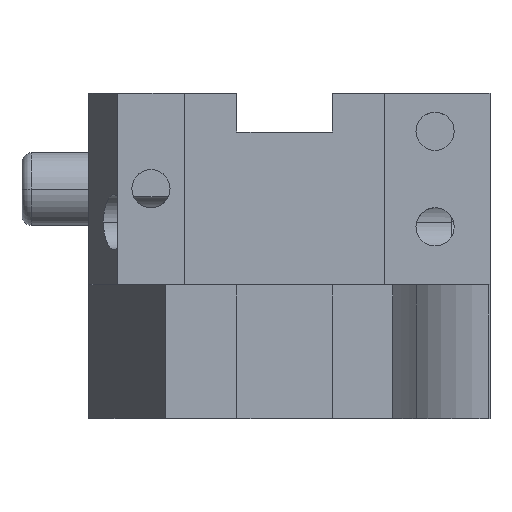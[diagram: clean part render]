
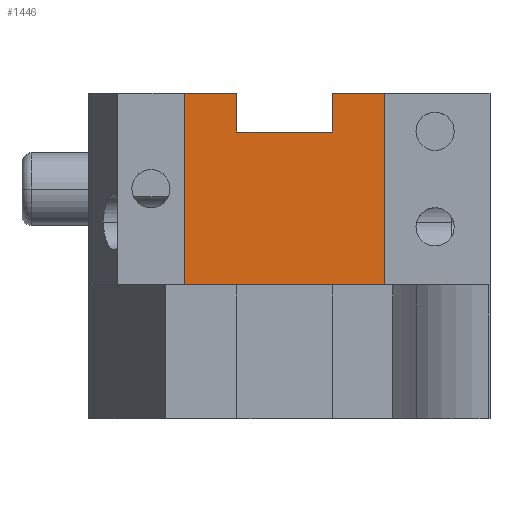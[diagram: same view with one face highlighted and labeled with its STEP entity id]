
A CAD part, top view. The second image highlights one B-rep face of the part: STEP entity #1446.
In plain terms, the highlighted planar face has unit normal (0, 0, 1).
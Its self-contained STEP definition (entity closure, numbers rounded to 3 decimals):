
#59 = EDGE_CURVE ( 'NONE', #1908, #1248, #2795, .T. ) ;
#61 = FACE_OUTER_BOUND ( 'NONE', #2773, .T. ) ;
#132 = CARTESIAN_POINT ( 'NONE',  ( -52., -40., -4. ) ) ;
#152 = VERTEX_POINT ( 'NONE', #1751 ) ;
#154 = CARTESIAN_POINT ( 'NONE',  ( -73., -40., -4. ) ) ;
#173 = ORIENTED_EDGE ( 'NONE', *, *, #2047, .T. ) ;
#244 = VERTEX_POINT ( 'NONE', #2755 ) ;
#335 = VERTEX_POINT ( 'NONE', #737 ) ;
#377 = DIRECTION ( 'NONE',  ( -1., 0., 0. ) ) ;
#408 = LINE ( 'NONE', #2826, #696 ) ;
#420 = CARTESIAN_POINT ( 'NONE',  ( -83., -33., -4. ) ) ;
#446 = EDGE_CURVE ( 'NONE', #3224, #1464, #1931, .T. ) ;
#464 = LINE ( 'NONE', #2973, #3371 ) ;
#503 = LINE ( 'NONE', #3487, #2012 ) ;
#548 = CARTESIAN_POINT ( 'NONE',  ( -83., -33., -4. ) ) ;
#584 = VECTOR ( 'NONE', #2734, 1000. ) ;
#627 = DIRECTION ( 'NONE',  ( -1., 0., 0. ) ) ;
#643 = CARTESIAN_POINT ( 'NONE',  ( -67.5, -24., -4. ) ) ;
#648 = EDGE_CURVE ( 'NONE', #335, #1018, #929, .T. ) ;
#696 = VECTOR ( 'NONE', #377, 1000. ) ;
#731 = EDGE_CURVE ( 'NONE', #1464, #2986, #1923, .T. ) ;
#733 = ORIENTED_EDGE ( 'NONE', *, *, #2674, .T. ) ;
#737 = CARTESIAN_POINT ( 'NONE',  ( -73., -27., -4. ) ) ;
#741 = VERTEX_POINT ( 'NONE', #548 ) ;
#804 = CARTESIAN_POINT ( 'NONE',  ( -67.5, -20., -4. ) ) ;
#812 = DIRECTION ( 'NONE',  ( 0., 1., 0. ) ) ;
#929 = LINE ( 'NONE', #154, #3201 ) ;
#946 = AXIS2_PLACEMENT_3D ( 'NONE', #132, #3183, #1511 ) ;
#950 = VECTOR ( 'NONE', #3000, 1000. ) ;
#970 = LINE ( 'NONE', #420, #950 ) ;
#1018 = VERTEX_POINT ( 'NONE', #3012 ) ;
#1019 = ORIENTED_EDGE ( 'NONE', *, *, #2609, .T. ) ;
#1045 = DIRECTION ( 'NONE',  ( -1., 0., 0. ) ) ;
#1057 = ORIENTED_EDGE ( 'NONE', *, *, #648, .F. ) ;
#1091 = EDGE_CURVE ( 'NONE', #244, #1908, #408, .T. ) ;
#1148 = CARTESIAN_POINT ( 'NONE',  ( -57.5, -24., -4. ) ) ;
#1182 = ORIENTED_EDGE ( 'NONE', *, *, #59, .F. ) ;
#1229 = CARTESIAN_POINT ( 'NONE',  ( -57.5, -24., -4. ) ) ;
#1248 = VERTEX_POINT ( 'NONE', #2641 ) ;
#1368 = VERTEX_POINT ( 'NONE', #804 ) ;
#1378 = ORIENTED_EDGE ( 'NONE', *, *, #1586, .T. ) ;
#1446 = ADVANCED_FACE ( 'NONE', ( #61 ), #2782, .F. ) ;
#1455 = VECTOR ( 'NONE', #2224, 1000. ) ;
#1462 = EDGE_CURVE ( 'NONE', #1248, #741, #2317, .T. ) ;
#1464 = VERTEX_POINT ( 'NONE', #1229 ) ;
#1477 = CARTESIAN_POINT ( 'NONE',  ( -73., -40., -4. ) ) ;
#1511 = DIRECTION ( 'NONE',  ( 1., 0., 0. ) ) ;
#1559 = CARTESIAN_POINT ( 'NONE',  ( -52., -20., -4. ) ) ;
#1586 = EDGE_CURVE ( 'NONE', #3224, #1368, #503, .T. ) ;
#1601 = LINE ( 'NONE', #3483, #3261 ) ;
#1731 = CARTESIAN_POINT ( 'NONE',  ( -52., -20., -4. ) ) ;
#1739 = CARTESIAN_POINT ( 'NONE',  ( -57.5, -20., -4. ) ) ;
#1751 = CARTESIAN_POINT ( 'NONE',  ( -83., -27., -4. ) ) ;
#1801 = DIRECTION ( 'NONE',  ( -1., 0., 0. ) ) ;
#1833 = VECTOR ( 'NONE', #1045, 1000. ) ;
#1908 = VERTEX_POINT ( 'NONE', #3366 ) ;
#1923 = LINE ( 'NONE', #2997, #584 ) ;
#1931 = LINE ( 'NONE', #1148, #1455 ) ;
#1969 = EDGE_CURVE ( 'NONE', #244, #2656, #464, .T. ) ;
#2012 = VECTOR ( 'NONE', #3549, 1000. ) ;
#2039 = DIRECTION ( 'NONE',  ( 0., 1., 0. ) ) ;
#2047 = EDGE_CURVE ( 'NONE', #335, #152, #1601, .T. ) ;
#2078 = CARTESIAN_POINT ( 'NONE',  ( -52., -20., -4. ) ) ;
#2224 = DIRECTION ( 'NONE',  ( 1., 0., 0. ) ) ;
#2270 = DIRECTION ( 'NONE',  ( 0., 1., 0. ) ) ;
#2284 = ORIENTED_EDGE ( 'NONE', *, *, #3452, .T. ) ;
#2317 = LINE ( 'NONE', #2579, #2583 ) ;
#2323 = ORIENTED_EDGE ( 'NONE', *, *, #1091, .F. ) ;
#2355 = ORIENTED_EDGE ( 'NONE', *, *, #731, .F. ) ;
#2538 = ORIENTED_EDGE ( 'NONE', *, *, #446, .F. ) ;
#2579 = CARTESIAN_POINT ( 'NONE',  ( -40.999, -33., -4. ) ) ;
#2583 = VECTOR ( 'NONE', #1801, 1000. ) ;
#2609 = EDGE_CURVE ( 'NONE', #2656, #2986, #3077, .T. ) ;
#2641 = CARTESIAN_POINT ( 'NONE',  ( -73., -33., -4. ) ) ;
#2643 = ORIENTED_EDGE ( 'NONE', *, *, #1969, .T. ) ;
#2656 = VERTEX_POINT ( 'NONE', #2078 ) ;
#2674 = EDGE_CURVE ( 'NONE', #1368, #1018, #3219, .T. ) ;
#2734 = DIRECTION ( 'NONE',  ( 0., 1., 0. ) ) ;
#2755 = CARTESIAN_POINT ( 'NONE',  ( -52., -40., -4. ) ) ;
#2773 = EDGE_LOOP ( 'NONE', ( #1019, #2355, #2538, #1378, #733, #1057, #173, #2284, #3358, #1182, #2323, #2643 ) ) ;
#2782 = PLANE ( 'NONE',  #946 ) ;
#2795 = LINE ( 'NONE', #1477, #2933 ) ;
#2826 = CARTESIAN_POINT ( 'NONE',  ( -52., -40., -4. ) ) ;
#2933 = VECTOR ( 'NONE', #2270, 1000. ) ;
#2973 = CARTESIAN_POINT ( 'NONE',  ( -52., -40., -4. ) ) ;
#2986 = VERTEX_POINT ( 'NONE', #1739 ) ;
#2997 = CARTESIAN_POINT ( 'NONE',  ( -57.5, -24., -4. ) ) ;
#3000 = DIRECTION ( 'NONE',  ( 0., -1., 0. ) ) ;
#3012 = CARTESIAN_POINT ( 'NONE',  ( -73., -20., -4. ) ) ;
#3077 = LINE ( 'NONE', #1731, #3541 ) ;
#3183 = DIRECTION ( 'NONE',  ( 0., 0., -1. ) ) ;
#3201 = VECTOR ( 'NONE', #2039, 1000. ) ;
#3219 = LINE ( 'NONE', #1559, #1833 ) ;
#3224 = VERTEX_POINT ( 'NONE', #643 ) ;
#3242 = DIRECTION ( 'NONE',  ( -1., 0., 0. ) ) ;
#3261 = VECTOR ( 'NONE', #3242, 1000. ) ;
#3358 = ORIENTED_EDGE ( 'NONE', *, *, #1462, .F. ) ;
#3366 = CARTESIAN_POINT ( 'NONE',  ( -73., -40., -4. ) ) ;
#3371 = VECTOR ( 'NONE', #812, 1000. ) ;
#3452 = EDGE_CURVE ( 'NONE', #152, #741, #970, .T. ) ;
#3483 = CARTESIAN_POINT ( 'NONE',  ( -40.999, -27., -4. ) ) ;
#3487 = CARTESIAN_POINT ( 'NONE',  ( -67.5, -24., -4. ) ) ;
#3541 = VECTOR ( 'NONE', #627, 1000. ) ;
#3549 = DIRECTION ( 'NONE',  ( 0., 1., 0. ) ) ;
